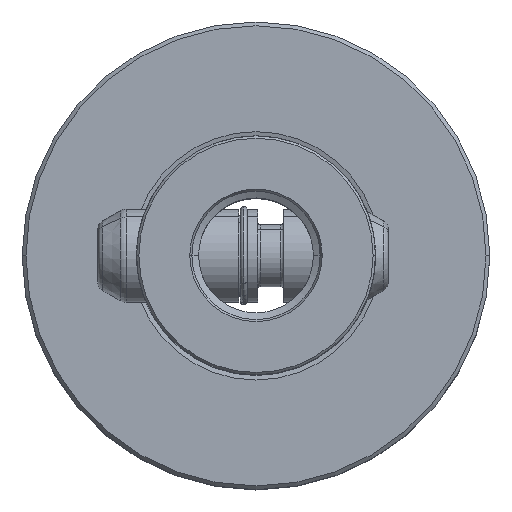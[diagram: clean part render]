
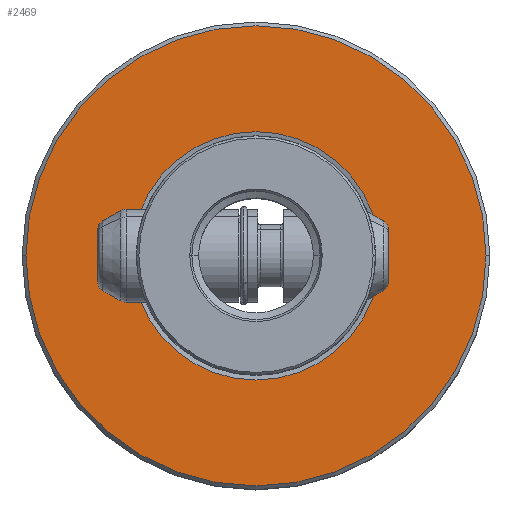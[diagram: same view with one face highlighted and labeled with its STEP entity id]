
A CAD part, top view. The second image highlights one B-rep face of the part: STEP entity #2469.
In plain terms, the highlighted planar face has unit normal (0, 0, 1).
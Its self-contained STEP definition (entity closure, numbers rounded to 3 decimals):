
#1085=EDGE_CURVE('NONE',#2261,#1175,#2760,.T.);
#1087=VERTEX_POINT('NONE',#2762);
#1175=VERTEX_POINT('NONE',#2861);
#1277=EDGE_CURVE('NONE',#1175,#2261,#2976,.T.);
#1455=VERTEX_POINT('NONE',#3180);
#1709=EDGE_CURVE('NONE',#1087,#1455,#3460,.T.);
#1995=EDGE_CURVE('NONE',#1455,#1087,#3775,.T.);
#2261=VERTEX_POINT('NONE',#4072);
#2469=ADVANCED_FACE('NONE',(#4306,#4307),#4308,.T.);
#2760=CIRCLE('',#4912,44.275);
#2762=CARTESIAN_POINT('',(23.899,0.,0.0));
#2861=CARTESIAN_POINT('',(-44.275,0.,0.0));
#2976=CIRCLE('',#5247,44.275);
#3180=CARTESIAN_POINT('',(-23.899,0.,0.0));
#3460=CIRCLE('',#6011,23.899);
#3775=CIRCLE('',#6552,23.899);
#4072=CARTESIAN_POINT('',(44.275,0.,0.0));
#4306=FACE_OUTER_BOUND('',#7799,.T.);
#4307=FACE_BOUND('',#7800,.T.);
#4308=PLANE('',#7801);
#4912=AXIS2_PLACEMENT_3D('',#8182,#8183,#8184);
#5247=AXIS2_PLACEMENT_3D('',#8456,#8457,#8458);
#6011=AXIS2_PLACEMENT_3D('',#9084,#9085,#9086);
#6552=AXIS2_PLACEMENT_3D('',#9449,#9450,#9451);
#7799=EDGE_LOOP('',(#10088,#10089));
#7800=EDGE_LOOP('',(#10090,#10091));
#7801=AXIS2_PLACEMENT_3D('',#10092,#10093,#10094);
#8182=CARTESIAN_POINT('',(0.0,0.0,0.0));
#8183=DIRECTION('',(0.0,-0.0,1.0));
#8184=DIRECTION('',(0.0,1.0,0.0));
#8456=CARTESIAN_POINT('',(0.0,0.0,0.0));
#8457=DIRECTION('',(0.0,-0.0,1.0));
#8458=DIRECTION('',(0.0,1.0,0.0));
#9084=CARTESIAN_POINT('',(0.0,0.0,0.0));
#9085=DIRECTION('',(0.0,-0.0,1.0));
#9086=DIRECTION('',(0.0,1.0,0.0));
#9449=CARTESIAN_POINT('',(0.0,0.0,0.0));
#9450=DIRECTION('',(0.0,-0.0,1.0));
#9451=DIRECTION('',(0.0,1.0,0.0));
#10088=ORIENTED_EDGE('',*,*,#1277,.T.);
#10089=ORIENTED_EDGE('',*,*,#1085,.T.);
#10090=ORIENTED_EDGE('',*,*,#1709,.F.);
#10091=ORIENTED_EDGE('',*,*,#1995,.F.);
#10092=CARTESIAN_POINT('',(-23.0,0.0,0.0));
#10093=DIRECTION('',(-0.0,0.0,1.0));
#10094=DIRECTION('',(0.0,1.0,0.0));
